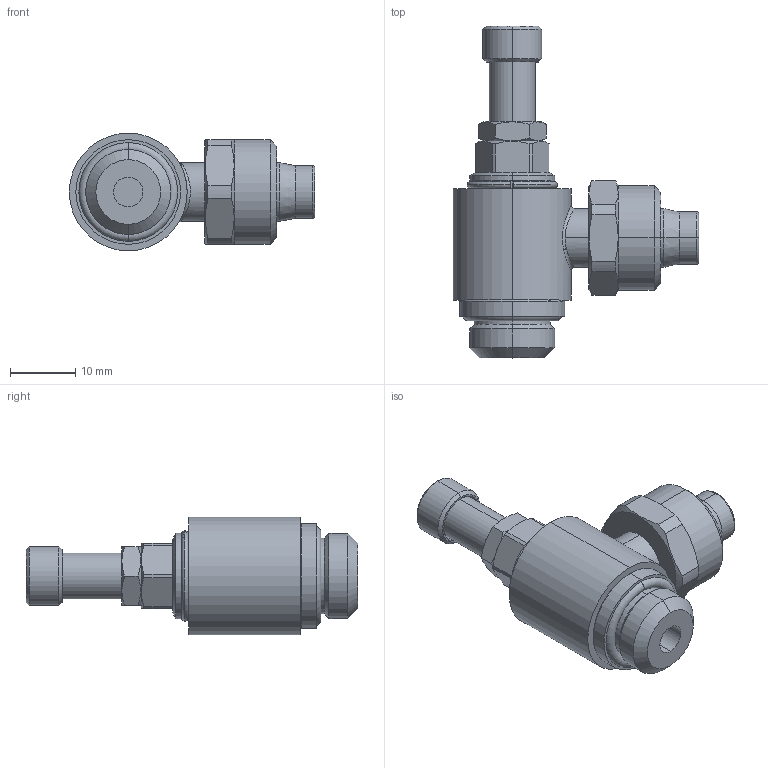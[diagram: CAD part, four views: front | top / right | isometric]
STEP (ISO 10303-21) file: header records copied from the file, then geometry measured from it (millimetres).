
FILE_DESCRIPTION (( 'STEP AP203' ), '1' );
FILE_NAME ('04320B52.STEP', '2010-04-21T09:45:13', ( '' ), ( 'sopra-pneumatic' ), 'SwSTEP 2.0', 'SolidWorks 2009', '' );
FILE_SCHEMA (( 'CONFIG_CONTROL_DESIGN' ));
Length unit declared in the file: millimetre
Products named in the file (1): 04320B52
Bounding box: 37.5 x 50.75 x 18 mm (x, y, z)
Volume: 9643.2 mm3; surface area: 4152.3 mm2
Topology: 2 solids, 4 shells, 136 faces, 293 edges, 180 vertices
Faces by surface type: cylinder 47, plane 45, cone 36, torus 6, bspline 2
Entity records: 4870 total; most frequent: CARTESIAN_POINT 1843, DIRECTION 643, ORIENTED_EDGE 586, EDGE_CURVE 293, AXIS2_PLACEMENT_3D 272, VERTEX_POINT 180, EDGE_LOOP 151, CIRCLE 137
